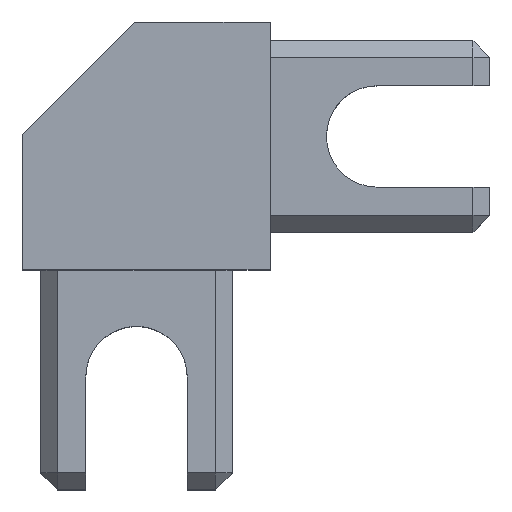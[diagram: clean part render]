
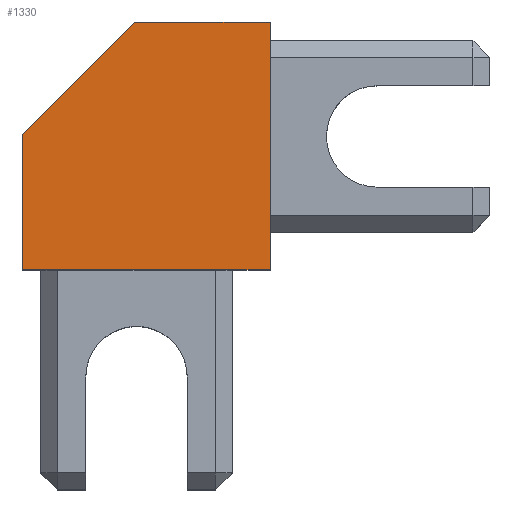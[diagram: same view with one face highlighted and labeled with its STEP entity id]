
A CAD part, top view. The second image highlights one B-rep face of the part: STEP entity #1330.
In plain terms, the highlighted planar face has unit normal (0, 0, 1).
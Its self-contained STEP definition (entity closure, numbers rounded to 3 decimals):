
#65 = DIRECTION ( 'NONE',  ( 0., -1., 0. ) ) ;
#71 = CARTESIAN_POINT ( 'NONE',  ( 484.794, 406.245, 30.705 ) ) ;
#91 = LINE ( 'NONE', #71, #1480 ) ;
#216 = CARTESIAN_POINT ( 'NONE',  ( 494.944, 384.745, 30.705 ) ) ;
#220 = DIRECTION ( 'NONE',  ( 1., 0., 0. ) ) ;
#221 = PLANE ( 'NONE',  #1483 ) ;
#231 = FACE_OUTER_BOUND ( 'NONE', #892, .T. ) ;
#245 = DIRECTION ( 'NONE',  ( 0., 0., 1. ) ) ;
#329 = EDGE_CURVE ( 'NONE', #650, #622, #1067, .T. ) ;
#386 = CARTESIAN_POINT ( 'NONE',  ( 494.794, 416.245, 30.705 ) ) ;
#416 = LINE ( 'NONE', #453, #1401 ) ;
#424 = CARTESIAN_POINT ( 'NONE',  ( 506.794, 397.595, 30.705 ) ) ;
#436 = LINE ( 'NONE', #424, #1412 ) ;
#438 = DIRECTION ( 'NONE',  ( 0., 1., 0. ) ) ;
#453 = CARTESIAN_POINT ( 'NONE',  ( 494.794, 416.245, 30.705 ) ) ;
#454 = DIRECTION ( 'NONE',  ( -1., 0., 0. ) ) ;
#546 = CARTESIAN_POINT ( 'NONE',  ( 503.444, 394.245, 30.705 ) ) ;
#547 = LINE ( 'NONE', #546, #1443 ) ;
#568 = DIRECTION ( 'NONE',  ( 1., 0., 0. ) ) ;
#604 = VERTEX_POINT ( 'NONE', #1197 ) ;
#619 = VERTEX_POINT ( 'NONE', #1198 ) ;
#622 = VERTEX_POINT ( 'NONE', #1150 ) ;
#633 = VERTEX_POINT ( 'NONE', #1209 ) ;
#650 = VERTEX_POINT ( 'NONE', #386 ) ;
#659 = ORIENTED_EDGE ( 'NONE', *, *, #1296, .T. ) ;
#668 = ORIENTED_EDGE ( 'NONE', *, *, #329, .T. ) ;
#679 = ORIENTED_EDGE ( 'NONE', *, *, #1227, .T. ) ;
#694 = ORIENTED_EDGE ( 'NONE', *, *, #1258, .T. ) ;
#695 = ORIENTED_EDGE ( 'NONE', *, *, #1236, .T. ) ;
#892 = EDGE_LOOP ( 'NONE', ( #695, #679, #668, #659, #694 ) ) ;
#1058 = DIRECTION ( 'NONE',  ( -0.707, -0.707, 0. ) ) ;
#1067 = LINE ( 'NONE', #1097, #1371 ) ;
#1097 = CARTESIAN_POINT ( 'NONE',  ( 484.794, 406.245, 30.705 ) ) ;
#1150 = CARTESIAN_POINT ( 'NONE',  ( 484.794, 406.245, 30.705 ) ) ;
#1197 = CARTESIAN_POINT ( 'NONE',  ( 484.794, 394.245, 30.705 ) ) ;
#1198 = CARTESIAN_POINT ( 'NONE',  ( 506.794, 416.245, 30.705 ) ) ;
#1209 = CARTESIAN_POINT ( 'NONE',  ( 506.794, 394.245, 30.705 ) ) ;
#1227 = EDGE_CURVE ( 'NONE', #619, #650, #416, .T. ) ;
#1236 = EDGE_CURVE ( 'NONE', #633, #619, #436, .T. ) ;
#1258 = EDGE_CURVE ( 'NONE', #604, #633, #547, .T. ) ;
#1296 = EDGE_CURVE ( 'NONE', #622, #604, #91, .T. ) ;
#1330 = ADVANCED_FACE ( 'NONE', ( #231 ), #221, .T. ) ;
#1371 = VECTOR ( 'NONE', #1058, 1000. ) ;
#1401 = VECTOR ( 'NONE', #454, 1000. ) ;
#1412 = VECTOR ( 'NONE', #438, 1000. ) ;
#1443 = VECTOR ( 'NONE', #568, 1000. ) ;
#1480 = VECTOR ( 'NONE', #65, 1000. ) ;
#1483 = AXIS2_PLACEMENT_3D ( 'NONE', #216, #245, #220 ) ;
